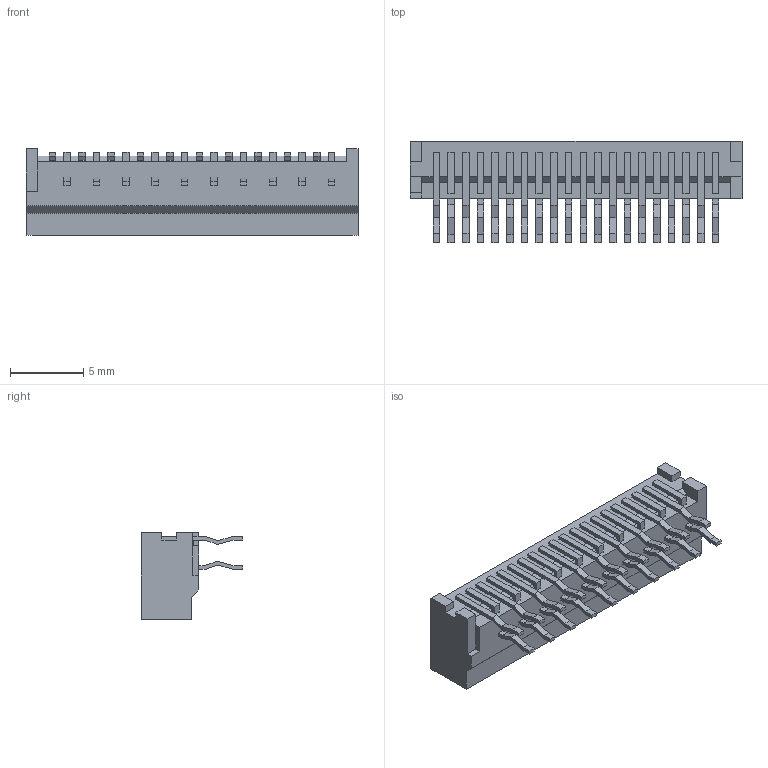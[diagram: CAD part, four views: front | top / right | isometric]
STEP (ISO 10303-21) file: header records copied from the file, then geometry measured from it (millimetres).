
FILE_DESCRIPTION(('STEP AP214'),'1');
FILE_NAME('hlw20r2c7lf.stp','2014-03-31T19:59:59',('TraceParts'),('TraceParts S.A.'),'XStep 1.0',' ',' ');
FILE_SCHEMA(('automotive_design'));
Length unit declared in the file: millimetre
Products named in the file (1): HLW_R-2C7_LF
Bounding box: 22.6 x 6.9 x 5.9 mm (x, y, z)
Volume: 419.1 mm3; surface area: 788.2 mm2
Topology: 1 solids, 1 shells, 436 faces, 1197 edges, 784 vertices
Faces by surface type: plane 433, cylinder 3
Entity records: 13550 total; most frequent: CARTESIAN_POINT 2426, ORIENTED_EDGE 2394, DIRECTION 2075, EDGE_CURVE 1197, LINE 1189, VECTOR 1189, VERTEX_POINT 784, EDGE_LOOP 477
